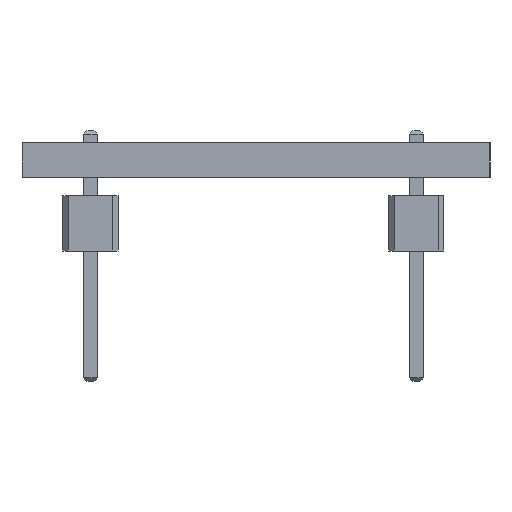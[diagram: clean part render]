
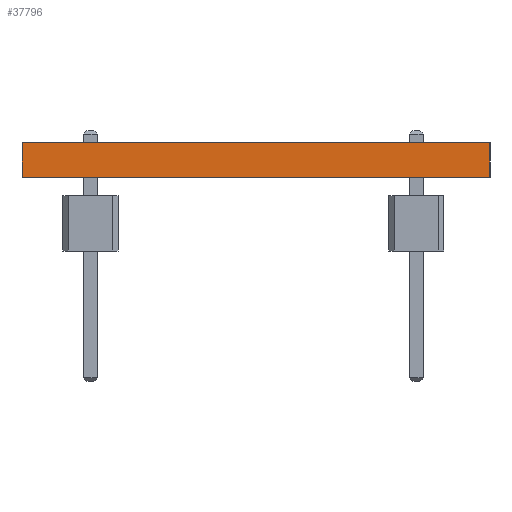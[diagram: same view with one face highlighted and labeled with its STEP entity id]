
A CAD part, front view. The second image highlights one B-rep face of the part: STEP entity #37796.
In plain terms, the highlighted planar face has unit normal (0.001, -1, 0).
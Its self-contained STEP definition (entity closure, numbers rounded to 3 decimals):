
#34252 = PLANE('',#34253);
#34253 = AXIS2_PLACEMENT_3D('',#34254,#34255,#34256);
#34254 = CARTESIAN_POINT('',(-10.77,-30.175,0.));
#34255 = DIRECTION('',(-1.,0.,0.));
#34256 = DIRECTION('',(0.,1.,0.));
#34280 = PLANE('',#34281);
#34281 = AXIS2_PLACEMENT_3D('',#34282,#34283,#34284);
#34282 = CARTESIAN_POINT('',(0.,0.,1.6));
#34283 = DIRECTION('',(-0.,-0.,-1.));
#34284 = DIRECTION('',(-1.,0.,0.));
#34308 = PLANE('',#34309);
#34309 = AXIS2_PLACEMENT_3D('',#34310,#34311,#34312);
#34310 = CARTESIAN_POINT('',(10.77,30.175,0.));
#34311 = DIRECTION('',(1.,0.,0.));
#34312 = DIRECTION('',(0.,-1.,0.));
#34334 = PLANE('',#34335);
#34335 = AXIS2_PLACEMENT_3D('',#34336,#34337,#34338);
#34336 = CARTESIAN_POINT('',(0.,0.,0.));
#34337 = DIRECTION('',(-0.,-0.,-1.));
#34338 = DIRECTION('',(-1.,0.,0.));
#34349 = EDGE_CURVE('',#34350,#34352,#34354,.T.);
#34350 = VERTEX_POINT('',#34351);
#34351 = CARTESIAN_POINT('',(-10.77,-30.175,0.));
#34352 = VERTEX_POINT('',#34353);
#34353 = CARTESIAN_POINT('',(-10.77,-30.175,1.6));
#34354 = SURFACE_CURVE('',#34355,(#34359,#34366),.PCURVE_S1.);
#34355 = LINE('',#34356,#34357);
#34356 = CARTESIAN_POINT('',(-10.77,-30.175,0.));
#34357 = VECTOR('',#34358,1.);
#34358 = DIRECTION('',(0.,0.,1.));
#34359 = PCURVE('',#34252,#34360);
#34360 = DEFINITIONAL_REPRESENTATION('',(#34361),#34365);
#34361 = LINE('',#34362,#34363);
#34362 = CARTESIAN_POINT('',(0.,0.));
#34363 = VECTOR('',#34364,1.);
#34364 = DIRECTION('',(0.,-1.));
#34365 = ( GEOMETRIC_REPRESENTATION_CONTEXT(2) 
PARAMETRIC_REPRESENTATION_CONTEXT() REPRESENTATION_CONTEXT('2D SPACE',''
  ) );
#34366 = PCURVE('',#34367,#34372);
#34367 = PLANE('',#34368);
#34368 = AXIS2_PLACEMENT_3D('',#34369,#34370,#34371);
#34369 = CARTESIAN_POINT('',(10.757,-30.15,0.));
#34370 = DIRECTION('',(0.001,-1.,0.));
#34371 = DIRECTION('',(-1.,-0.001,0.));
#34372 = DEFINITIONAL_REPRESENTATION('',(#34373),#34377);
#34373 = LINE('',#34374,#34375);
#34374 = CARTESIAN_POINT('',(21.527,0.));
#34375 = VECTOR('',#34376,1.);
#34376 = DIRECTION('',(0.,-1.));
#34377 = ( GEOMETRIC_REPRESENTATION_CONTEXT(2) 
PARAMETRIC_REPRESENTATION_CONTEXT() REPRESENTATION_CONTEXT('2D SPACE',''
  ) );
#34427 = VERTEX_POINT('',#34428);
#34428 = CARTESIAN_POINT('',(10.757,-30.15,1.6));
#34449 = EDGE_CURVE('',#34450,#34427,#34452,.T.);
#34450 = VERTEX_POINT('',#34451);
#34451 = CARTESIAN_POINT('',(10.757,-30.15,0.));
#34452 = SURFACE_CURVE('',#34453,(#34457,#34464),.PCURVE_S1.);
#34453 = LINE('',#34454,#34455);
#34454 = CARTESIAN_POINT('',(10.757,-30.15,0.));
#34455 = VECTOR('',#34456,1.);
#34456 = DIRECTION('',(0.,0.,1.));
#34457 = PCURVE('',#34308,#34458);
#34458 = DEFINITIONAL_REPRESENTATION('',(#34459),#34463);
#34459 = LINE('',#34460,#34461);
#34460 = CARTESIAN_POINT('',(60.325,0.));
#34461 = VECTOR('',#34462,1.);
#34462 = DIRECTION('',(0.,-1.));
#34463 = ( GEOMETRIC_REPRESENTATION_CONTEXT(2) 
PARAMETRIC_REPRESENTATION_CONTEXT() REPRESENTATION_CONTEXT('2D SPACE',''
  ) );
#34464 = PCURVE('',#34367,#34465);
#34465 = DEFINITIONAL_REPRESENTATION('',(#34466),#34470);
#34466 = LINE('',#34467,#34468);
#34467 = CARTESIAN_POINT('',(0.,0.));
#34468 = VECTOR('',#34469,1.);
#34469 = DIRECTION('',(0.,-1.));
#34470 = ( GEOMETRIC_REPRESENTATION_CONTEXT(2) 
PARAMETRIC_REPRESENTATION_CONTEXT() REPRESENTATION_CONTEXT('2D SPACE',''
  ) );
#34498 = EDGE_CURVE('',#34450,#34350,#34499,.T.);
#34499 = SURFACE_CURVE('',#34500,(#34504,#34511),.PCURVE_S1.);
#34500 = LINE('',#34501,#34502);
#34501 = CARTESIAN_POINT('',(10.757,-30.15,0.));
#34502 = VECTOR('',#34503,1.);
#34503 = DIRECTION('',(-1.,-0.001,0.));
#34504 = PCURVE('',#34334,#34505);
#34505 = DEFINITIONAL_REPRESENTATION('',(#34506),#34510);
#34506 = LINE('',#34507,#34508);
#34507 = CARTESIAN_POINT('',(-10.757,-30.15));
#34508 = VECTOR('',#34509,1.);
#34509 = DIRECTION('',(1.,-0.001));
#34510 = ( GEOMETRIC_REPRESENTATION_CONTEXT(2) 
PARAMETRIC_REPRESENTATION_CONTEXT() REPRESENTATION_CONTEXT('2D SPACE',''
  ) );
#34511 = PCURVE('',#34367,#34512);
#34512 = DEFINITIONAL_REPRESENTATION('',(#34513),#34517);
#34513 = LINE('',#34514,#34515);
#34514 = CARTESIAN_POINT('',(0.,0.));
#34515 = VECTOR('',#34516,1.);
#34516 = DIRECTION('',(1.,0.));
#34517 = ( GEOMETRIC_REPRESENTATION_CONTEXT(2) 
PARAMETRIC_REPRESENTATION_CONTEXT() REPRESENTATION_CONTEXT('2D SPACE',''
  ) );
#36275 = EDGE_CURVE('',#34427,#34352,#36276,.T.);
#36276 = SURFACE_CURVE('',#36277,(#36281,#36288),.PCURVE_S1.);
#36277 = LINE('',#36278,#36279);
#36278 = CARTESIAN_POINT('',(10.757,-30.15,1.6));
#36279 = VECTOR('',#36280,1.);
#36280 = DIRECTION('',(-1.,-0.001,0.));
#36281 = PCURVE('',#34280,#36282);
#36282 = DEFINITIONAL_REPRESENTATION('',(#36283),#36287);
#36283 = LINE('',#36284,#36285);
#36284 = CARTESIAN_POINT('',(-10.757,-30.15));
#36285 = VECTOR('',#36286,1.);
#36286 = DIRECTION('',(1.,-0.001));
#36287 = ( GEOMETRIC_REPRESENTATION_CONTEXT(2) 
PARAMETRIC_REPRESENTATION_CONTEXT() REPRESENTATION_CONTEXT('2D SPACE',''
  ) );
#36288 = PCURVE('',#34367,#36289);
#36289 = DEFINITIONAL_REPRESENTATION('',(#36290),#36294);
#36290 = LINE('',#36291,#36292);
#36291 = CARTESIAN_POINT('',(0.,-1.6));
#36292 = VECTOR('',#36293,1.);
#36293 = DIRECTION('',(1.,0.));
#36294 = ( GEOMETRIC_REPRESENTATION_CONTEXT(2) 
PARAMETRIC_REPRESENTATION_CONTEXT() REPRESENTATION_CONTEXT('2D SPACE',''
  ) );
#37796 = ADVANCED_FACE('',(#37797),#34367,.T.);
#37797 = FACE_BOUND('',#37798,.T.);
#37798 = EDGE_LOOP('',(#37799,#37800,#37801,#37802));
#37799 = ORIENTED_EDGE('',*,*,#34449,.T.);
#37800 = ORIENTED_EDGE('',*,*,#36275,.T.);
#37801 = ORIENTED_EDGE('',*,*,#34349,.F.);
#37802 = ORIENTED_EDGE('',*,*,#34498,.F.);
